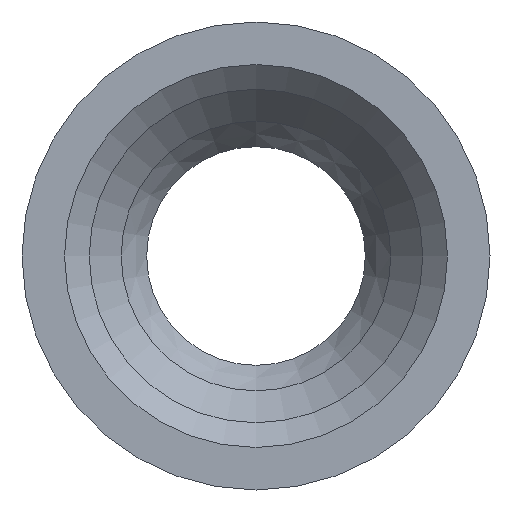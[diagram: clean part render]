
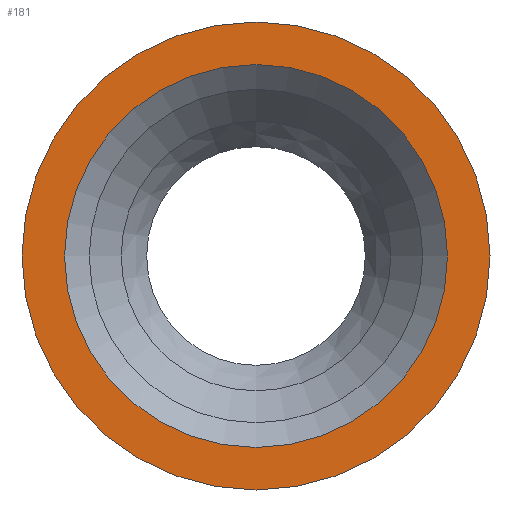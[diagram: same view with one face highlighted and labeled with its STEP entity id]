
A CAD part, left-side view. The second image highlights one B-rep face of the part: STEP entity #181.
In plain terms, the highlighted planar face has unit normal (-1, 0, 0).
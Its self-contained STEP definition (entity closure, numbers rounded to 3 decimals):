
#26=PLANE('',#212);
#30=ORIENTED_EDGE('',*,*,#62,.T.);
#31=ORIENTED_EDGE('',*,*,#60,.F.);
#60=EDGE_CURVE('',#76,#76,#92,.T.);
#62=EDGE_CURVE('',#78,#78,#94,.T.);
#76=VERTEX_POINT('',#310);
#78=VERTEX_POINT('',#315);
#92=CIRCLE('',#210,55.);
#94=CIRCLE('',#213,45.);
#110=EDGE_LOOP('',(#30));
#111=EDGE_LOOP('',(#31));
#142=FACE_BOUND('',#110,.T.);
#143=FACE_BOUND('',#111,.T.);
#181=ADVANCED_FACE('',(#142,#143),#26,.T.);
#210=AXIS2_PLACEMENT_3D('',#309,#245,#246);
#212=AXIS2_PLACEMENT_3D('',#313,#249,#250);
#213=AXIS2_PLACEMENT_3D('',#314,#251,#252);
#245=DIRECTION('',(1.,0.,0.));
#246=DIRECTION('',(0.,0.,-1.));
#249=DIRECTION('',(-1.,0.,0.));
#250=DIRECTION('',(0.,0.,1.));
#251=DIRECTION('',(1.,0.,0.));
#252=DIRECTION('',(0.,0.,-1.));
#309=CARTESIAN_POINT('',(0.,0.,0.));
#310=CARTESIAN_POINT('',(0.,0.,-55.));
#313=CARTESIAN_POINT('',(0.,55.,0.));
#314=CARTESIAN_POINT('',(0.,0.,0.));
#315=CARTESIAN_POINT('',(0.,0.,-45.));
